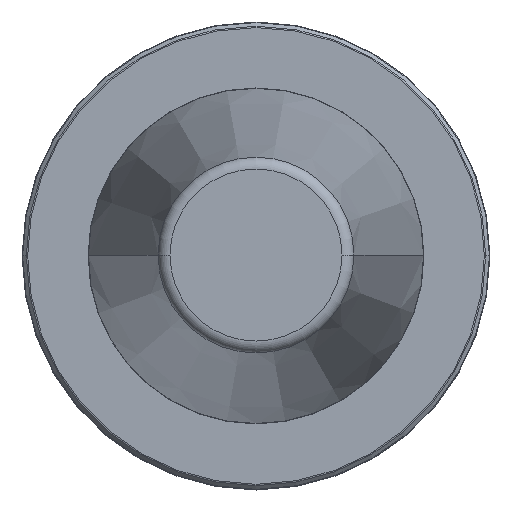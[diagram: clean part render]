
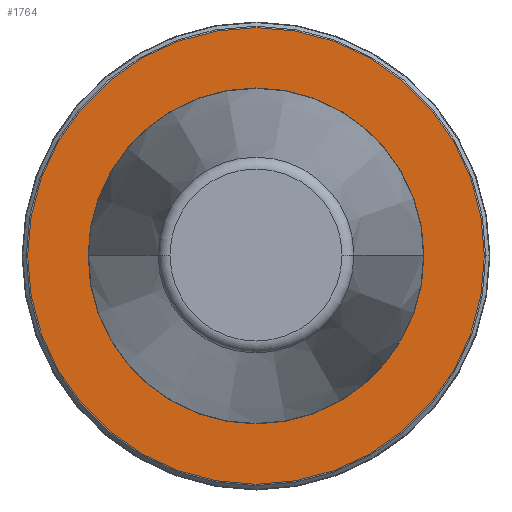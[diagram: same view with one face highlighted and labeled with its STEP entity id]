
A CAD part, top view. The second image highlights one B-rep face of the part: STEP entity #1764.
In plain terms, the highlighted planar face has unit normal (0, 0, 1).
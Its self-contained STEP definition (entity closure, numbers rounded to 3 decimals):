
#23 = CIRCLE ( 'NONE', #2962, 47.584 ) ;
#37 = DIRECTION ( 'NONE',  ( -1., 0., 0. ) ) ;
#104 = EDGE_CURVE ( 'NONE', #666, #363, #2665, .T. ) ;
#112 = DIRECTION ( 'NONE',  ( 0., 0., -1. ) ) ;
#132 = EDGE_LOOP ( 'NONE', ( #2580, #1070 ) ) ;
#197 = CARTESIAN_POINT ( 'NONE',  ( 87.153, 190.091, 220.6 ) ) ;
#363 = VERTEX_POINT ( 'NONE', #1336 ) ;
#400 = DIRECTION ( 'NONE',  ( 0., 0., -1. ) ) ;
#494 = CARTESIAN_POINT ( 'NONE',  ( 74.568, 190.091, 220.6 ) ) ;
#532 = CARTESIAN_POINT ( 'NONE',  ( 146.902, 214.84, 220.6 ) ) ;
#597 = DIRECTION ( 'NONE',  ( 0., 0., -1. ) ) ;
#666 = VERTEX_POINT ( 'NONE', #197 ) ;
#758 = DIRECTION ( 'NONE',  ( 0., 0., -1. ) ) ;
#825 = CIRCLE ( 'NONE', #1442, 35. ) ;
#936 = EDGE_CURVE ( 'NONE', #2714, #1181, #23, .T. ) ;
#1070 = ORIENTED_EDGE ( 'NONE', *, *, #1905, .T. ) ;
#1181 = VERTEX_POINT ( 'NONE', #2949 ) ;
#1319 = ORIENTED_EDGE ( 'NONE', *, *, #2393, .F. ) ;
#1336 = CARTESIAN_POINT ( 'NONE',  ( 157.153, 190.091, 220.6 ) ) ;
#1414 = DIRECTION ( 'NONE',  ( 0., 0., -1. ) ) ;
#1442 = AXIS2_PLACEMENT_3D ( 'NONE', #2804, #1414, #37 ) ;
#1493 = CARTESIAN_POINT ( 'NONE',  ( 122.153, 190.091, 220.6 ) ) ;
#1670 = FACE_OUTER_BOUND ( 'NONE', #1700, .T. ) ;
#1700 = EDGE_LOOP ( 'NONE', ( #2206, #1319 ) ) ;
#1720 = DIRECTION ( 'NONE',  ( -1., 0., 0. ) ) ;
#1764 = ADVANCED_FACE ( 'NONE', ( #1670, #2291 ), #2157, .F. ) ;
#1772 = CARTESIAN_POINT ( 'NONE',  ( 122.153, 190.091, 220.6 ) ) ;
#1903 = AXIS2_PLACEMENT_3D ( 'NONE', #1493, #112, #1720 ) ;
#1905 = EDGE_CURVE ( 'NONE', #363, #666, #825, .T. ) ;
#1952 = AXIS2_PLACEMENT_3D ( 'NONE', #1980, #597, #2221 ) ;
#1980 = CARTESIAN_POINT ( 'NONE',  ( 122.153, 190.091, 220.6 ) ) ;
#2010 = DIRECTION ( 'NONE',  ( -1., 0., 0. ) ) ;
#2157 = PLANE ( 'NONE',  #2442 ) ;
#2182 = CIRCLE ( 'NONE', #1952, 47.584 ) ;
#2206 = ORIENTED_EDGE ( 'NONE', *, *, #936, .F. ) ;
#2221 = DIRECTION ( 'NONE',  ( -1., 0., 0. ) ) ;
#2291 = FACE_BOUND ( 'NONE', #132, .T. ) ;
#2390 = DIRECTION ( 'NONE',  ( -1., 0., 0. ) ) ;
#2393 = EDGE_CURVE ( 'NONE', #1181, #2714, #2182, .T. ) ;
#2442 = AXIS2_PLACEMENT_3D ( 'NONE', #532, #758, #2390 ) ;
#2580 = ORIENTED_EDGE ( 'NONE', *, *, #104, .T. ) ;
#2665 = CIRCLE ( 'NONE', #1903, 35. ) ;
#2714 = VERTEX_POINT ( 'NONE', #494 ) ;
#2804 = CARTESIAN_POINT ( 'NONE',  ( 122.153, 190.091, 220.6 ) ) ;
#2949 = CARTESIAN_POINT ( 'NONE',  ( 169.737, 190.091, 220.6 ) ) ;
#2962 = AXIS2_PLACEMENT_3D ( 'NONE', #1772, #400, #2010 ) ;
